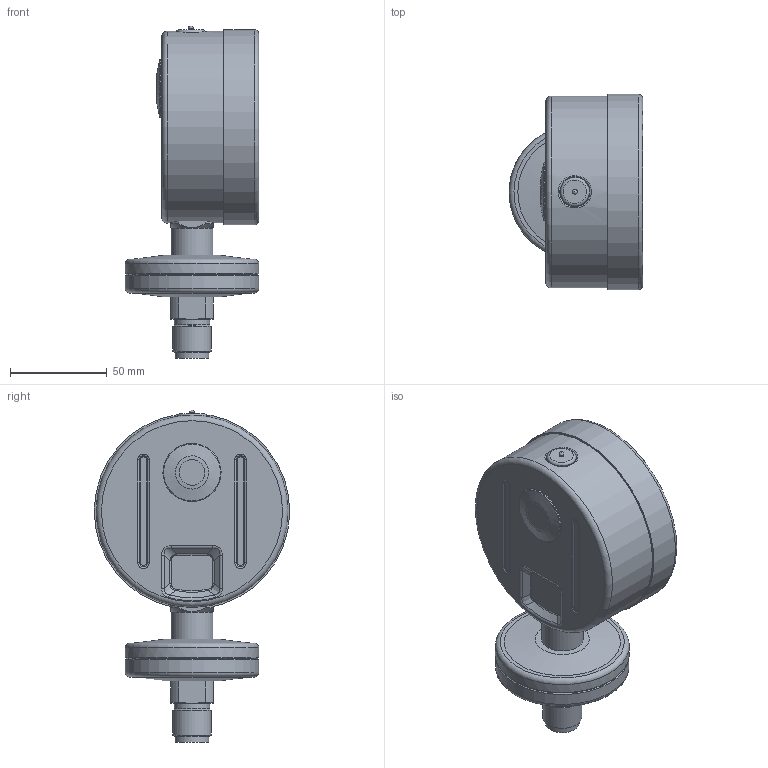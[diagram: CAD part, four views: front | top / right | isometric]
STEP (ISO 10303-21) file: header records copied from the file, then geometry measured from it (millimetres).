
FILE_DESCRIPTION(/* description */ (''),/* implementation_level */ '2;1');
FILE_NAME(/* name */ 'PF100E_D402_858XX402.stp',/* time_stamp */ '2018-02-01T11:24:46+01:00',/* author */ ('acgl'),/* organization */ (''),/* preprocessor_version */ 'ST-DEVELOPER v15.6',/* originating_system */ 'Autodesk Inventor 2015',/* authorisation */ '');
FILE_SCHEMA (('AUTOMOTIVE_DESIGN { 1 0 10303 214 3 1 1 }'));
Length unit declared in the file: centimetre
Products named in the file (1): PF100E_D402_858XX402
Bounding box: 69 x 100.78 x 171.2 mm (x, y, z)
Volume: 461659.6 mm3; surface area: 45064.7 mm2
Topology: 1 solids, 1 shells, 109 faces, 237 edges, 144 vertices
Faces by surface type: cylinder 36, plane 27, torus 19, cone 13, bspline 13, sphere 1
Full cylindrical faces by diameter (mm): 2.5 x1, 15 x1, 17.5 x1, 18.2 x1, 20 x1, 21.5 x1, 30 x1, 68 x1, 69 x2, 99 x1, 100.8 x1
Entity records: 3464 total; most frequent: CARTESIAN_POINT 1062, DIRECTION 480, ORIENTED_EDGE 404, AXIS2_PLACEMENT_3D 215, EDGE_CURVE 202, EDGE_LOOP 153, VERTEX_POINT 139, CIRCLE 110
